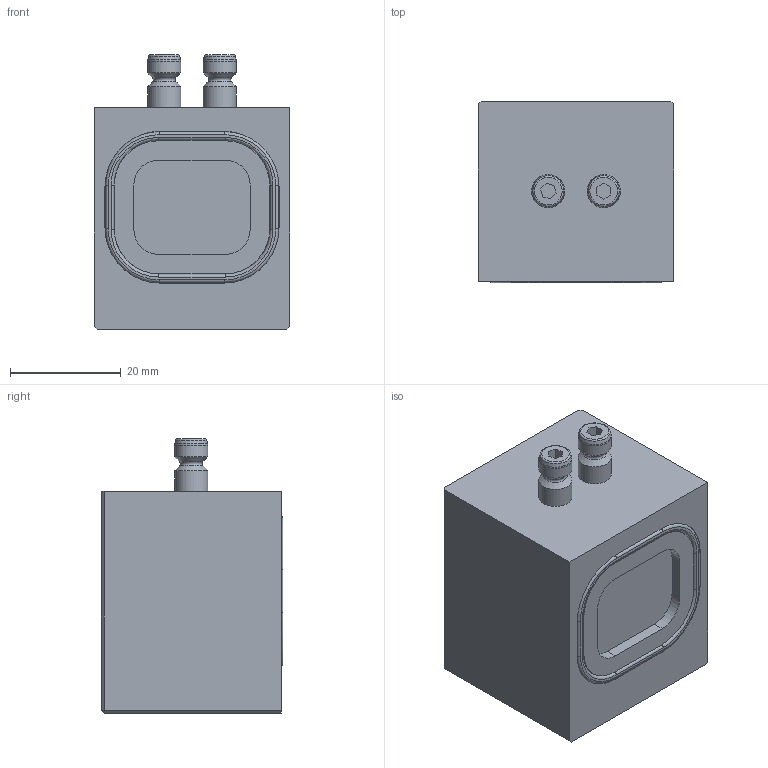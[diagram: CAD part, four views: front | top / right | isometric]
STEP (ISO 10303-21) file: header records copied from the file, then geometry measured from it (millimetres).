
FILE_DESCRIPTION(/* description */ ('Alibre Inc.'),/* implementation_level */ '2;1');
FILE_NAME(/* name */ 'export-6D21E932-F030-4E10-B259-802E08A7A041',/* time_stamp */ '2024-11-19T08:19:05+01:00',/* author */ (''),/* organization */ (''),/* preprocessor_version */ 'ST-DEVELOPER v17',/* originating_system */ 'Alibre',/* authorisation */ '');
FILE_SCHEMA (('AUTOMOTIVE_DESIGN'));
Length unit declared in the file: millimetre
Products named in the file (2): WER3000LLN00-00-A_geh; WER3000LLN00-00-A00_Energieelement
Bounding box: 35.25 x 32.75 x 49.5 mm (x, y, z)
Volume: 45593.8 mm3; surface area: 8569.9 mm2
Topology: 1 solids, 1 shells, 106 faces, 253 edges, 158 vertices
Faces by surface type: plane 54, cylinder 32, torus 14, cone 6
Full cylindrical faces by diameter (mm): 6 x4
Entity records: 3038 total; most frequent: CARTESIAN_POINT 517, ORIENTED_EDGE 506, DIRECTION 489, EDGE_CURVE 253, AXIS2_PLACEMENT_3D 198, VECTOR 161, LINE 161, VERTEX_POINT 158
